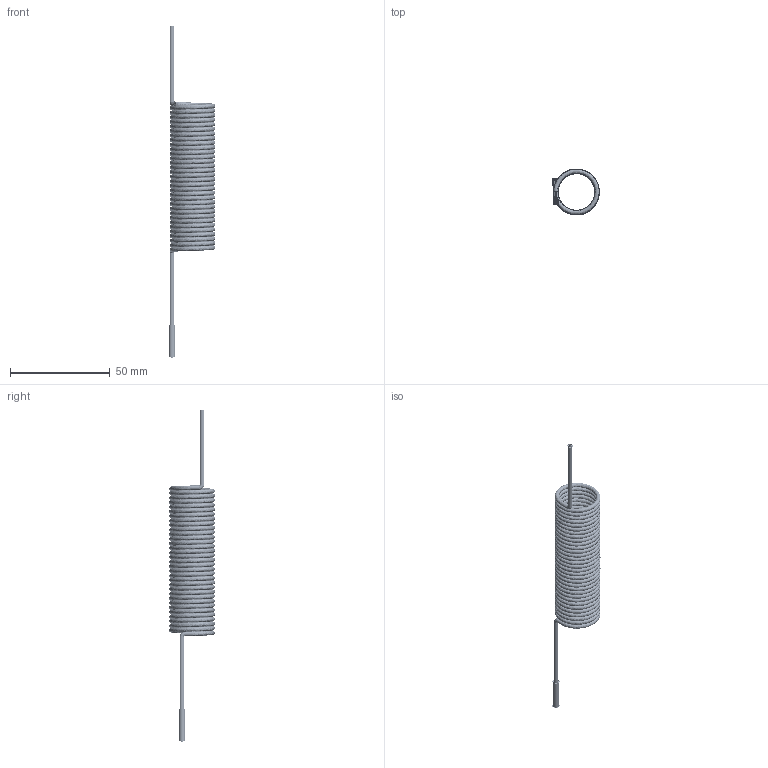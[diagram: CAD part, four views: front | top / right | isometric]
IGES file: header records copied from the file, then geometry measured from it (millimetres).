
Start section:  PTC IGES file: 192787.igs
Global section: file name: 192787.igs; native system: Creo Parametric by Parametric Technology Corporation; preprocessor: 2013230; author: pdmadmin; organization: Unknown; date: 20160209.165338; units: millimetre
Bounding box: 23.31 x 22.86 x 166.06 mm (x, y, z)
Volume: 6709.9 mm3; surface area: 92642 mm2
Topology: 3 solids, 3 shells, 152 faces, 694 edges, 853 vertices
Faces by surface type: bspline 84, revolution 68
